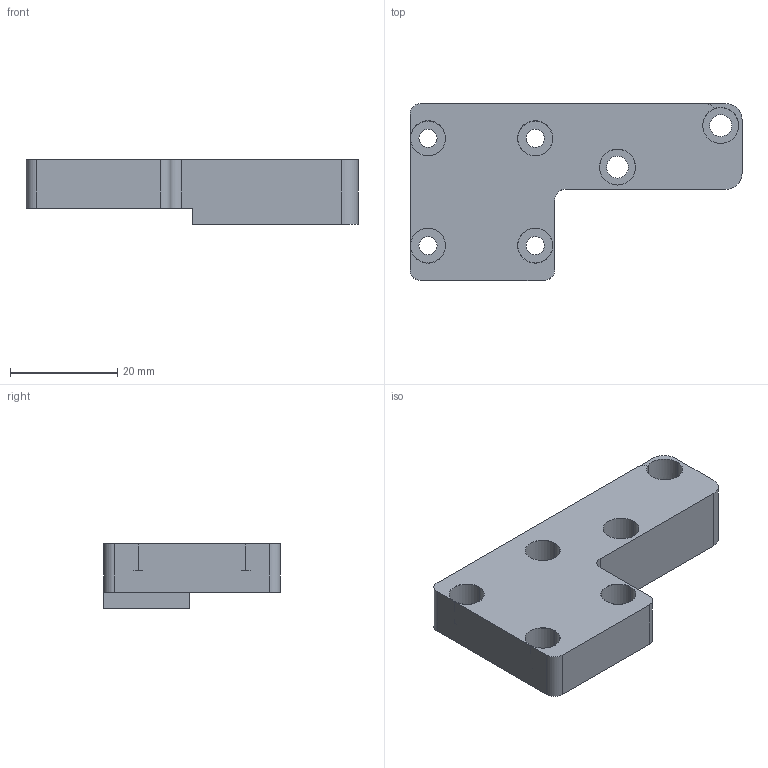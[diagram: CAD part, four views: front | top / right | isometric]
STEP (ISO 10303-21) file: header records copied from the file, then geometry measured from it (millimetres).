
FILE_DESCRIPTION (( 'STEP AP214' ), '1' );
FILE_NAME ('GR9_MGN12_Gantry_Mount_TEST_2.STEP', '2022-02-11T07:47:24', ( '' ), ( '' ), 'SwSTEP 2.0', 'SolidWorks 2022', '' );
FILE_SCHEMA (( 'AUTOMOTIVE_DESIGN' ));
Length unit declared in the file: millimetre
Products named in the file (1): GR9_MGN12_Gantry_Mount_TEST_2
Bounding box: 61.92 x 33 x 12 mm (x, y, z)
Volume: 13071.2 mm3; surface area: 5687.7 mm2
Topology: 1 solids, 1 shells, 58 faces, 145 edges, 94 vertices
Faces by surface type: cylinder 32, plane 18, cone 8
Entity records: 1817 total; most frequent: DIRECTION 337, CARTESIAN_POINT 298, ORIENTED_EDGE 290, EDGE_CURVE 145, AXIS2_PLACEMENT_3D 133, VERTEX_POINT 94, EDGE_LOOP 75, CIRCLE 74
